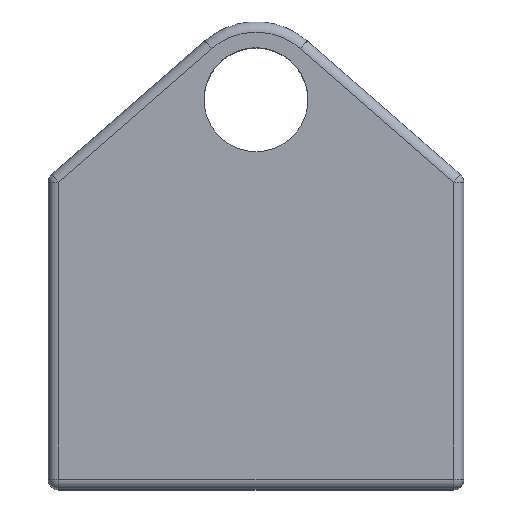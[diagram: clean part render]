
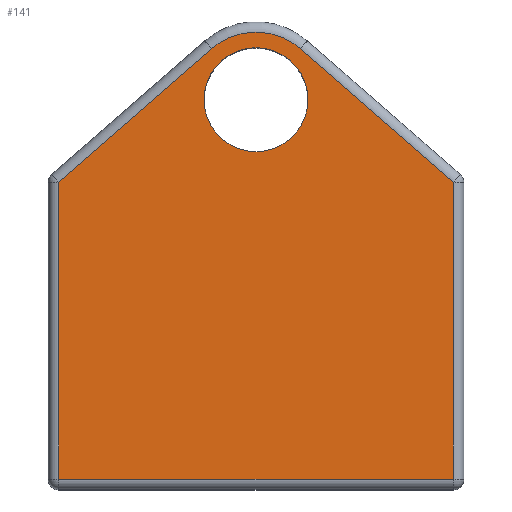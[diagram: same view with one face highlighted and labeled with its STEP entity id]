
A CAD part, top view. The second image highlights one B-rep face of the part: STEP entity #141.
In plain terms, the highlighted planar face has unit normal (0, 0, 1).
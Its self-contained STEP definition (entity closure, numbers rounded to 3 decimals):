
#63 = DIRECTION ( 'NONE',  ( 0., -1., 0. ) ) ;
#68 = EDGE_CURVE ( 'NONE', #600, #397, #716, .T. ) ;
#75 = CARTESIAN_POINT ( 'NONE',  ( 20., -13.66, 15. ) ) ;
#119 = VECTOR ( 'NONE', #844, 1000. ) ;
#141 = ADVANCED_FACE ( 'NONE', ( #980, #595 ), #814, .F. ) ;
#165 = CARTESIAN_POINT ( 'NONE',  ( -4.274, 28.737, 15. ) ) ;
#180 = CARTESIAN_POINT ( 'NONE',  ( 20., -12.66, 15. ) ) ;
#197 = VERTEX_POINT ( 'NONE', #1229 ) ;
#202 = AXIS2_PLACEMENT_3D ( 'NONE', #749, #1240, #994 ) ;
#210 = DIRECTION ( 'NONE',  ( -1., 0., 0. ) ) ;
#255 = DIRECTION ( 'NONE',  ( -1., 0., 0. ) ) ;
#267 = ORIENTED_EDGE ( 'NONE', *, *, #1500, .F. ) ;
#273 = DIRECTION ( 'NONE',  ( -0.753, -0.658, 0. ) ) ;
#301 = DIRECTION ( 'NONE',  ( 1., 0., 0. ) ) ;
#306 = CARTESIAN_POINT ( 'NONE',  ( -5., 23.84, 15. ) ) ;
#310 = ORIENTED_EDGE ( 'NONE', *, *, #68, .T. ) ;
#338 = CARTESIAN_POINT ( 'NONE',  ( 19., 15.885, 15. ) ) ;
#350 = CARTESIAN_POINT ( 'NONE',  ( -19.342, 15.586, 15. ) ) ;
#397 = VERTEX_POINT ( 'NONE', #1506 ) ;
#408 = CARTESIAN_POINT ( 'NONE',  ( 5., 23.84, 15. ) ) ;
#427 = EDGE_CURVE ( 'NONE', #723, #778, #1451, .T. ) ;
#480 = ORIENTED_EDGE ( 'NONE', *, *, #649, .T. ) ;
#486 = CARTESIAN_POINT ( 'NONE',  ( 4.274, 28.737, 15. ) ) ;
#495 = VECTOR ( 'NONE', #586, 1000. ) ;
#511 = DIRECTION ( 'NONE',  ( 1., 0., 0. ) ) ;
#512 = AXIS2_PLACEMENT_3D ( 'NONE', #1262, #1254, #511 ) ;
#531 = CIRCLE ( 'NONE', #643, 6.5 ) ;
#543 = CARTESIAN_POINT ( 'NONE',  ( -19., 15.885, 15. ) ) ;
#559 = AXIS2_PLACEMENT_3D ( 'NONE', #75, #1078, #210 ) ;
#569 = LINE ( 'NONE', #486, #119 ) ;
#581 = VERTEX_POINT ( 'NONE', #165 ) ;
#586 = DIRECTION ( 'NONE',  ( 0., 1., 0. ) ) ;
#595 = FACE_BOUND ( 'NONE', #781, .T. ) ;
#600 = VERTEX_POINT ( 'NONE', #543 ) ;
#635 = DIRECTION ( 'NONE',  ( 0., 0., 1. ) ) ;
#643 = AXIS2_PLACEMENT_3D ( 'NONE', #739, #635, #255 ) ;
#649 = EDGE_CURVE ( 'NONE', #397, #197, #826, .T. ) ;
#716 = LINE ( 'NONE', #933, #915 ) ;
#723 = VERTEX_POINT ( 'NONE', #408 ) ;
#732 = LINE ( 'NONE', #350, #1571 ) ;
#739 = CARTESIAN_POINT ( 'NONE',  ( 0., 23.84, 15. ) ) ;
#749 = CARTESIAN_POINT ( 'NONE',  ( 0., 23.84, 15. ) ) ;
#757 = EDGE_LOOP ( 'NONE', ( #310, #480, #936, #1548, #1453, #959 ) ) ;
#778 = VERTEX_POINT ( 'NONE', #306 ) ;
#781 = EDGE_LOOP ( 'NONE', ( #1192, #267 ) ) ;
#814 = PLANE ( 'NONE',  #559 ) ;
#826 = LINE ( 'NONE', #180, #1294 ) ;
#844 = DIRECTION ( 'NONE',  ( -0.753, 0.658, 0. ) ) ;
#915 = VECTOR ( 'NONE', #63, 1000. ) ;
#933 = CARTESIAN_POINT ( 'NONE',  ( -19., -13.66, 15. ) ) ;
#936 = ORIENTED_EDGE ( 'NONE', *, *, #1017, .T. ) ;
#959 = ORIENTED_EDGE ( 'NONE', *, *, #1321, .T. ) ;
#980 = FACE_OUTER_BOUND ( 'NONE', #757, .T. ) ;
#994 = DIRECTION ( 'NONE',  ( 1., 0., 0. ) ) ;
#1006 = VERTEX_POINT ( 'NONE', #338 ) ;
#1017 = EDGE_CURVE ( 'NONE', #197, #1006, #1088, .T. ) ;
#1078 = DIRECTION ( 'NONE',  ( 0., 0., -1. ) ) ;
#1088 = LINE ( 'NONE', #1588, #495 ) ;
#1192 = ORIENTED_EDGE ( 'NONE', *, *, #427, .F. ) ;
#1229 = CARTESIAN_POINT ( 'NONE',  ( 19., -12.66, 15. ) ) ;
#1240 = DIRECTION ( 'NONE',  ( 0., 0., 1. ) ) ;
#1254 = DIRECTION ( 'NONE',  ( 0., 0., 1. ) ) ;
#1262 = CARTESIAN_POINT ( 'NONE',  ( 0., 23.84, 15. ) ) ;
#1294 = VECTOR ( 'NONE', #301, 1000. ) ;
#1321 = EDGE_CURVE ( 'NONE', #581, #600, #732, .T. ) ;
#1361 = EDGE_CURVE ( 'NONE', #1475, #581, #531, .T. ) ;
#1451 = CIRCLE ( 'NONE', #202, 5. ) ;
#1453 = ORIENTED_EDGE ( 'NONE', *, *, #1361, .T. ) ;
#1464 = CARTESIAN_POINT ( 'NONE',  ( 4.274, 28.737, 15. ) ) ;
#1475 = VERTEX_POINT ( 'NONE', #1464 ) ;
#1497 = EDGE_CURVE ( 'NONE', #1006, #1475, #569, .T. ) ;
#1500 = EDGE_CURVE ( 'NONE', #778, #723, #1521, .T. ) ;
#1506 = CARTESIAN_POINT ( 'NONE',  ( -19., -12.66, 15. ) ) ;
#1521 = CIRCLE ( 'NONE', #512, 5. ) ;
#1548 = ORIENTED_EDGE ( 'NONE', *, *, #1497, .T. ) ;
#1571 = VECTOR ( 'NONE', #273, 1000. ) ;
#1588 = CARTESIAN_POINT ( 'NONE',  ( 19., 16.34, 15. ) ) ;
